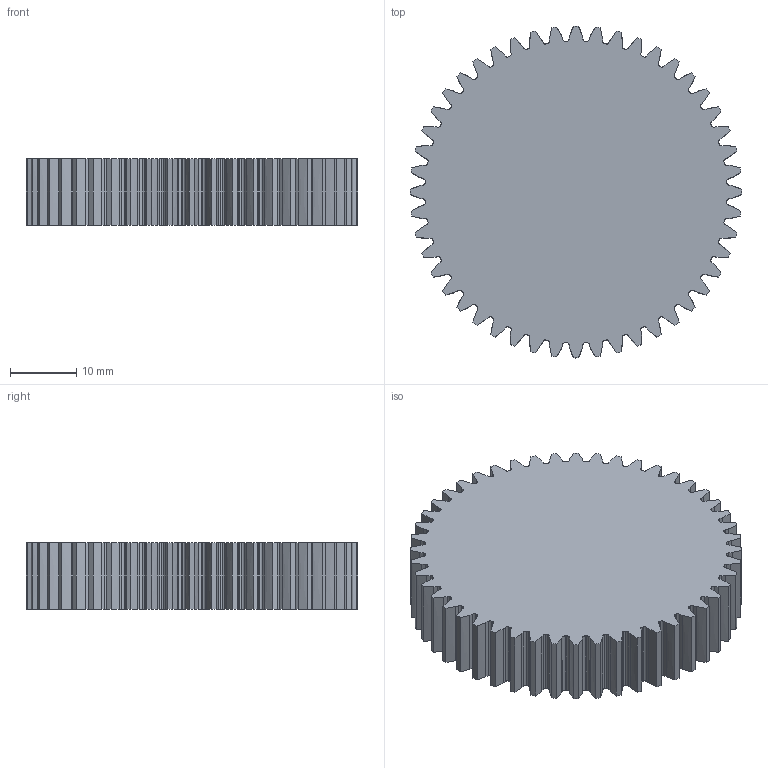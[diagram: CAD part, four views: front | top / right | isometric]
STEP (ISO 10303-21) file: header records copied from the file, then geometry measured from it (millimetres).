
FILE_DESCRIPTION(('FreeCAD Model'),'2;1');
FILE_NAME('Open CASCADE Shape Model','2025-06-25T08:30:50',('BT'),(''), 'Open CASCADE STEP processor 7.8','FreeCAD','Unknown');
FILE_SCHEMA(('AUTOMOTIVE_DESIGN { 1 0 10303 214 1 1 1 1 }'));
Length unit declared in the file: millimetre
Products named in the file (1): Pad
Bounding box: 50 x 50 x 10 mm (x, y, z)
Volume: 17991.6 mm3; surface area: 6561 mm2
Topology: 1 solids, 1 shells, 386 faces, 1152 edges, 768 vertices
Faces by surface type: extrusion 192, cylinder 192, plane 2
Entity records: 14063 total; most frequent: CARTESIAN_POINT 4035, ORIENTED_EDGE 2304, DIRECTION 1734, EDGE_CURVE 1152, VERTEX_POINT 768, AXIS2_PLACEMENT_3D 579, VECTOR 576, B_SPLINE_CURVE_WITH_KNOTS 576
